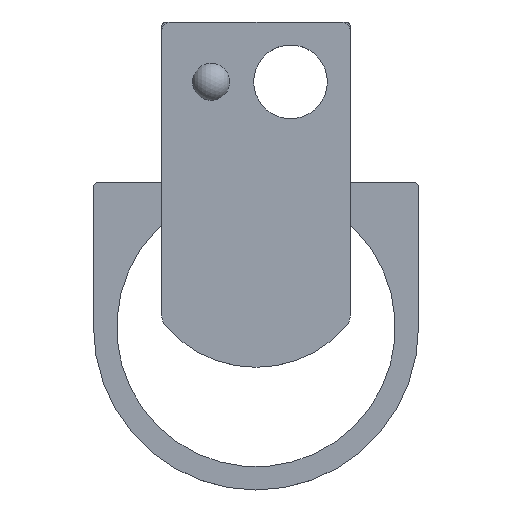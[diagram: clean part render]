
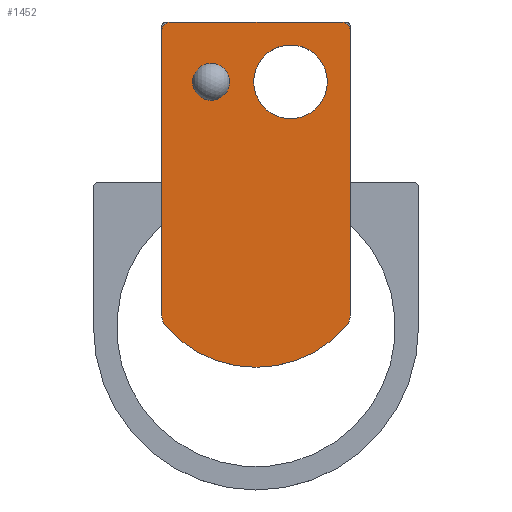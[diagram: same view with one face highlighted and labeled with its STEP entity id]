
A CAD part, top view. The second image highlights one B-rep face of the part: STEP entity #1452.
In plain terms, the highlighted planar face has unit normal (0, 0, 1).
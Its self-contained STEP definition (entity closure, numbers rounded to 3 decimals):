
#1100=CARTESIAN_POINT('',(16.591,4.196,1.5));
#1101=VERTEX_POINT('',#1100);
#1102=CARTESIAN_POINT('',(17.591,3.196,1.5));
#1103=VERTEX_POINT('',#1102);
#1104=CARTESIAN_POINT('',(16.591,3.196,1.5));
#1105=DIRECTION('',(0.0,0.0,-1.0));
#1106=DIRECTION('',(0.707,0.707,0.0));
#1107=AXIS2_PLACEMENT_3D('',#1104,#1105,#1106);
#1108=CIRCLE('',#1107,1.);
#1109=EDGE_CURVE('',#1101,#1103,#1108,.T.);
#1151=CARTESIAN_POINT('',(-1.909,4.196,1.5));
#1152=VERTEX_POINT('',#1151);
#1159=CARTESIAN_POINT('',(-1.909,4.196,1.5));
#1160=DIRECTION('',(1.0,0.0,0.0));
#1161=VECTOR('',#1160,18.5);
#1162=LINE('',#1159,#1161);
#1163=EDGE_CURVE('',#1152,#1101,#1162,.T.);
#1255=CARTESIAN_POINT('',(-2.909,3.196,1.5));
#1256=VERTEX_POINT('',#1255);
#1257=CARTESIAN_POINT('',(-1.909,3.196,1.5));
#1258=DIRECTION('',(0.0,0.0,-1.0));
#1259=DIRECTION('',(-0.707,0.707,0.0));
#1260=AXIS2_PLACEMENT_3D('',#1257,#1258,#1259);
#1261=CIRCLE('',#1260,1.);
#1262=EDGE_CURVE('',#1256,#1152,#1261,.T.);
#1283=CARTESIAN_POINT('',(3.716,-2.304,1.5));
#1284=VERTEX_POINT('',#1283);
#1285=CARTESIAN_POINT('',(2.466,-2.304,1.5));
#1286=DIRECTION('',(0.0,0.0,-1.0));
#1287=DIRECTION('',(-1.0,0.0,0.0));
#1288=AXIS2_PLACEMENT_3D('',#1285,#1286,#1287);
#1289=CIRCLE('',#1288,1.25);
#1290=EDGE_CURVE('',#1284,#1284,#1289,.T.);
#1300=CARTESIAN_POINT('',(15.091,-2.304,1.5));
#1301=VERTEX_POINT('',#1300);
#1302=CARTESIAN_POINT('',(11.091,-2.304,1.5));
#1303=DIRECTION('',(0.0,0.0,-1.0));
#1304=DIRECTION('',(-1.0,0.0,0.0));
#1305=AXIS2_PLACEMENT_3D('',#1302,#1303,#1304);
#1306=CIRCLE('',#1305,4.0);
#1307=EDGE_CURVE('',#1301,#1301,#1306,.T.);
#1321=CARTESIAN_POINT('',(17.591,-27.58,1.5));
#1322=VERTEX_POINT('',#1321);
#1323=CARTESIAN_POINT('',(17.591,3.196,1.5));
#1324=DIRECTION('',(0.0,-1.0,0.0));
#1325=VECTOR('',#1324,30.776);
#1326=LINE('',#1323,#1325);
#1327=EDGE_CURVE('',#1103,#1322,#1326,.T.);
#1344=CARTESIAN_POINT('',(17.091,-28.903,1.5));
#1345=VERTEX_POINT('',#1344);
#1346=CARTESIAN_POINT('',(15.591,-27.58,1.5));
#1347=DIRECTION('',(0.0,0.0,-1.0));
#1348=DIRECTION('',(-0.75,0.661,0.0));
#1349=AXIS2_PLACEMENT_3D('',#1346,#1347,#1348);
#1350=CIRCLE('',#1349,2.);
#1351=EDGE_CURVE('',#1322,#1345,#1350,.T.);
#1369=CARTESIAN_POINT('',(-2.409,-28.903,1.5));
#1370=VERTEX_POINT('',#1369);
#1371=CARTESIAN_POINT('',(7.341,-20.304,1.5));
#1372=DIRECTION('',(0.0,0.0,-1.0));
#1373=DIRECTION('',(0.75,0.661,0.0));
#1374=AXIS2_PLACEMENT_3D('',#1371,#1372,#1373);
#1375=CIRCLE('',#1374,13.0);
#1376=EDGE_CURVE('',#1345,#1370,#1375,.T.);
#1394=CARTESIAN_POINT('',(-2.909,-27.58,1.5));
#1395=VERTEX_POINT('',#1394);
#1396=CARTESIAN_POINT('',(-0.909,-27.58,1.5));
#1397=DIRECTION('',(0.0,0.0,-1.0));
#1398=DIRECTION('',(1.0,0.0,0.0));
#1399=AXIS2_PLACEMENT_3D('',#1396,#1397,#1398);
#1400=CIRCLE('',#1399,2.);
#1401=EDGE_CURVE('',#1370,#1395,#1400,.T.);
#1422=CARTESIAN_POINT('',(-2.909,-27.58,1.5));
#1423=DIRECTION('',(0.0,1.0,0.0));
#1424=VECTOR('',#1423,30.776);
#1425=LINE('',#1422,#1424);
#1426=EDGE_CURVE('',#1395,#1256,#1425,.T.);
#1431=CARTESIAN_POINT('',(7.341,-13.153,1.5));
#1432=DIRECTION('',(0.0,0.0,1.0));
#1433=DIRECTION('',(1.0,0.0,0.0));
#1434=AXIS2_PLACEMENT_3D('',#1431,#1432,#1433);
#1435=PLANE('',#1434);
#1436=ORIENTED_EDGE('',*,*,#1109,.F.);
#1437=ORIENTED_EDGE('',*,*,#1163,.F.);
#1438=ORIENTED_EDGE('',*,*,#1262,.F.);
#1439=ORIENTED_EDGE('',*,*,#1426,.F.);
#1440=ORIENTED_EDGE('',*,*,#1401,.F.);
#1441=ORIENTED_EDGE('',*,*,#1376,.F.);
#1442=ORIENTED_EDGE('',*,*,#1351,.F.);
#1443=ORIENTED_EDGE('',*,*,#1327,.F.);
#1444=EDGE_LOOP('',(#1436,#1437,#1438,#1439,#1440,#1441,#1442,#1443));
#1445=FACE_OUTER_BOUND('',#1444,.T.);
#1446=ORIENTED_EDGE('',*,*,#1290,.T.);
#1447=EDGE_LOOP('',(#1446));
#1448=FACE_BOUND('',#1447,.T.);
#1449=ORIENTED_EDGE('',*,*,#1307,.T.);
#1450=EDGE_LOOP('',(#1449));
#1451=FACE_BOUND('',#1450,.T.);
#1452=ADVANCED_FACE('',(#1445,#1448,#1451),#1435,.T.);
